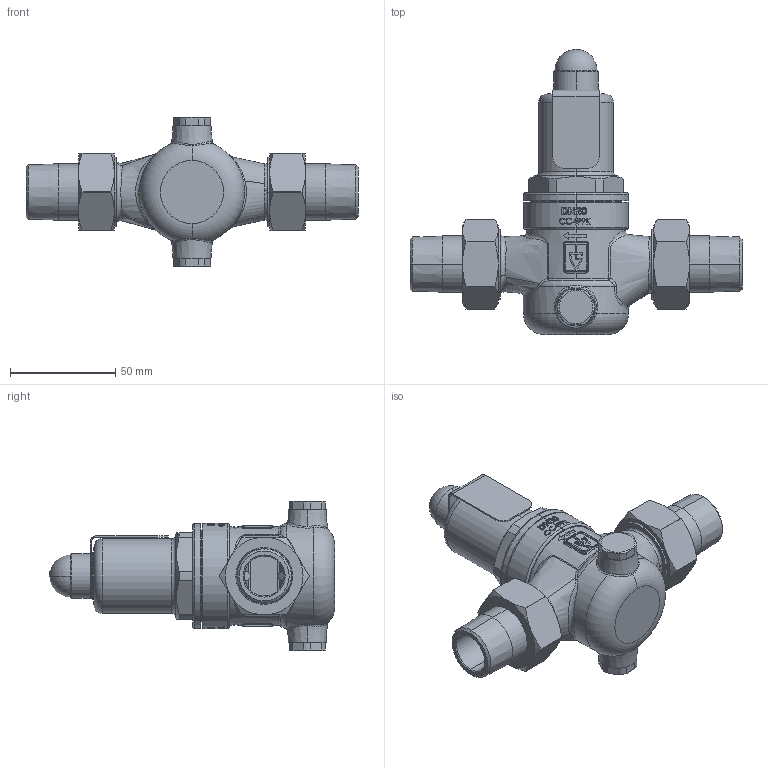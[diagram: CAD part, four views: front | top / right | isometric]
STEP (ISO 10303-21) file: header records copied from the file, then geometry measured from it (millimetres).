
FILE_DESCRIPTION (( 'STEP AP214' ), '1' );
FILE_NAME ('630mGFO-20 Dummy.STEP', '2012-02-23T13:16:06', ( 'Blankenhorn' ), ( '' ), 'SwSTEP 2.0', 'SolidWorks 2011', '' );
FILE_SCHEMA (( 'AUTOMOTIVE_DESIGN' ));
Length unit declared in the file: millimetre
Products named in the file (1): 630mGFO-20 Dummy
Bounding box: 158 x 135.7 x 71 mm (x, y, z)
Volume: 131146.7 mm3; surface area: 79499.7 mm2
Topology: 15 solids, 17 shells, 967 faces, 2455 edges, 1571 vertices
Faces by surface type: plane 351, cylinder 255, bspline 184, cone 113, torus 52, sphere 12
Entity records: 54970 total; most frequent: CARTESIAN_POINT 22245, ORIENTED_EDGE 4896, DIRECTION 4113, EDGE_CURVE 2448, AXIS2_PLACEMENT_3D 1571, VERTEX_POINT 1568, EDGE_LOOP 1048, UNCERTAINTY_MEASURE_WITH_UNIT 984
